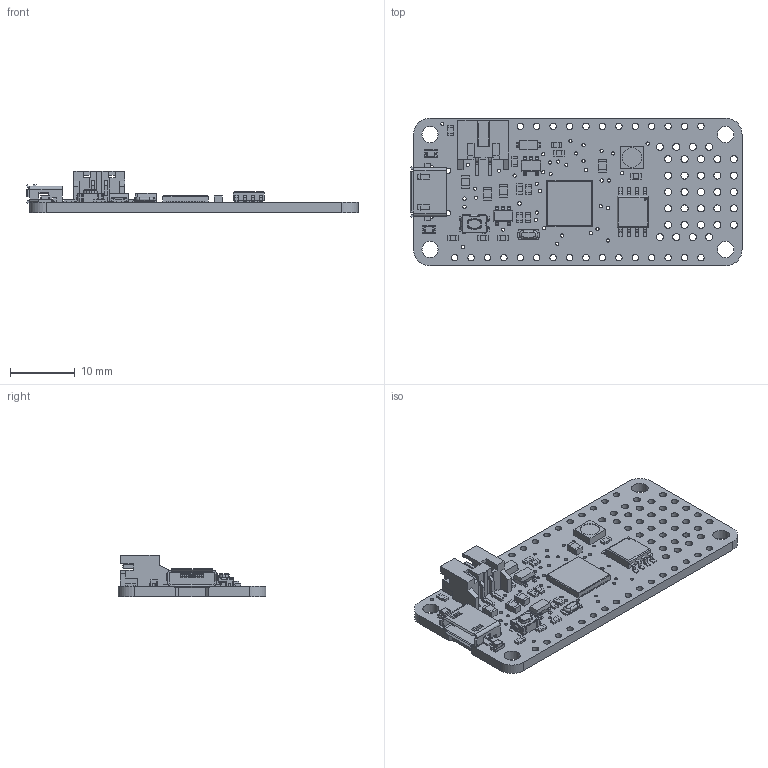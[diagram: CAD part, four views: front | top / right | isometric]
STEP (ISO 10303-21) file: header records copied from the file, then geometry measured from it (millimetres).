
FILE_DESCRIPTION(/* description */ (''),/* implementation_level */ '2;1');
FILE_NAME(/* name */ 'Adafruit Feather M0 Express.step',/* time_stamp */ '2020-03-20T11:41:49-04:00',/* author */ (''),/* organization */ (''),/* preprocessor_version */ 'ST-DEVELOPER v18',/* originating_system */ 'Autodesk Translation Framework v8.12.0.6',/* authorisation */ '');
FILE_SCHEMA (('AUTOMOTIVE_DESIGN { 1 0 10303 214 3 1 1 }'));
Length unit declared in the file: millimetre
Products named in the file (15): Adafruit Feather M0 Express; PCB Component; Board; 10uF; 10K; ORANGE; SPST_TACT-KMR2; microUSB; MCP73831T-2ACI/OT; MBR120; JSTPH; ATSAMD21G18_QFN; 32.768; WS2812B3535; 2MB Flash
Assembly tree (30 placements, depth 3):
  Adafruit Feather M0 Express
    PCB Component
      Board
      10uF  x4
      10K  x12
      ORANGE  x2
      SPST_TACT-KMR2
      microUSB
      MCP73831T-2ACI/OT  x2
      MBR120
      JSTPH
      ATSAMD21G18_QFN
      32.768
      WS2812B3535
      2MB Flash
Bounding box: 51.35 x 22.86 x 6.37 mm (x, y, z)
Volume: 1968.6 mm3; surface area: 4175.6 mm2
Topology: 57 solids, 57 shells, 1966 faces, 5423 edges, 3535 vertices
Faces by surface type: plane 1497, cylinder 429, bspline 18, sphere 8, torus 8, cone 6
Full cylindrical faces by diameter (mm): 0.3 x1, 0.5 x56, 0.7 x2, 0.8 x2, 1 x28, 1.1 x33, 2.5 x2, 2.54 x2, 3 x1
Entity records: 55645 total; most frequent: CARTESIAN_POINT 10751, ORIENTED_EDGE 9144, DIRECTION 8669, EDGE_CURVE 4572, LINE 3711, VECTOR 3711, VERTEX_POINT 2983, AXIS2_PLACEMENT_3D 2479
